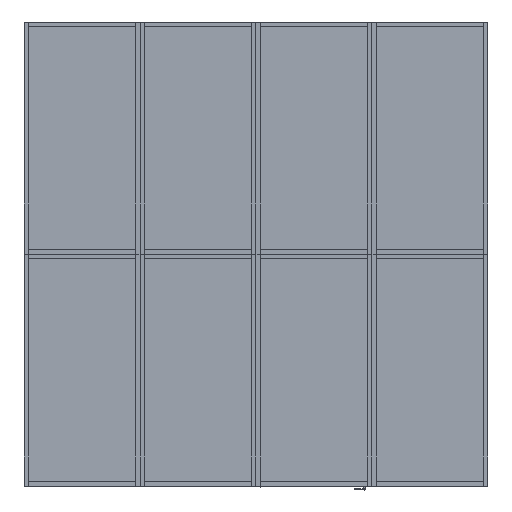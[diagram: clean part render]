
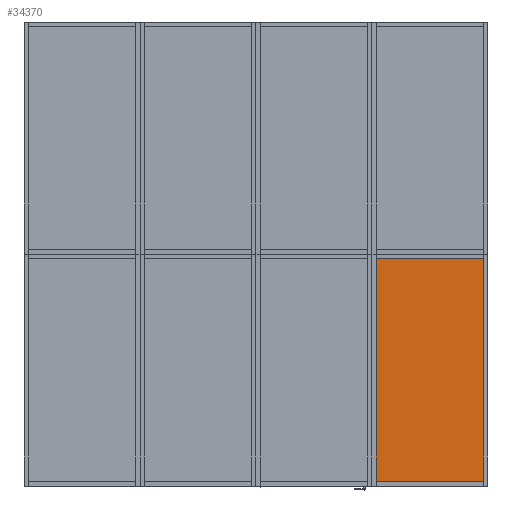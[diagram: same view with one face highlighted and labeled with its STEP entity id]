
A CAD part, top view. The second image highlights one B-rep face of the part: STEP entity #34370.
In plain terms, the highlighted planar face has unit normal (0, 0, 1).
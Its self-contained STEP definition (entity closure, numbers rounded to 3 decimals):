
#3090=FACE_OUTER_BOUND('',#5343,.T.);
#5343=EDGE_LOOP('',(#23000,#23001,#23002,#23003));
#7806=LINE('',#51170,#11354);
#7809=LINE('',#51176,#11357);
#7812=LINE('',#51182,#11360);
#7815=LINE('',#51186,#11363);
#11354=VECTOR('',#40424,1.);
#11357=VECTOR('',#40429,1.);
#11360=VECTOR('',#40434,1.);
#11363=VECTOR('',#40439,1.);
#14902=VERTEX_POINT('',#51167);
#14903=VERTEX_POINT('',#51169);
#14905=VERTEX_POINT('',#51175);
#14907=VERTEX_POINT('',#51181);
#18066=EDGE_CURVE('',#14903,#14902,#7806,.T.);
#18069=EDGE_CURVE('',#14905,#14903,#7809,.T.);
#18072=EDGE_CURVE('',#14907,#14905,#7812,.T.);
#18075=EDGE_CURVE('',#14902,#14907,#7815,.T.);
#23000=ORIENTED_EDGE('',*,*,#18075,.T.);
#23001=ORIENTED_EDGE('',*,*,#18072,.T.);
#23002=ORIENTED_EDGE('',*,*,#18069,.T.);
#23003=ORIENTED_EDGE('',*,*,#18066,.T.);
#32817=PLANE('',#36826);
#34370=ADVANCED_FACE('',(#3090),#32817,.T.);
#36826=AXIS2_PLACEMENT_3D('',#51188,#40442,#40443);
#40424=DIRECTION('',(1.,0.,0.));
#40429=DIRECTION('',(0.,-1.,0.));
#40434=DIRECTION('',(-1.,0.,0.));
#40439=DIRECTION('',(0.,1.,0.));
#40442=DIRECTION('center_axis',(0.,0.,1.));
#40443=DIRECTION('ref_axis',(1.,0.,0.));
#51167=CARTESIAN_POINT('',(4847.5,-4847.5,2160.5));
#51169=CARTESIAN_POINT('',(3692.5,-4847.5,2160.5));
#51170=CARTESIAN_POINT('',(4847.5,-4847.5,2160.5));
#51175=CARTESIAN_POINT('',(3692.5,-2472.5,2160.5));
#51176=CARTESIAN_POINT('',(3692.5,-4847.5,2160.5));
#51181=CARTESIAN_POINT('',(4847.5,-2472.5,2160.5));
#51182=CARTESIAN_POINT('',(3692.5,-2472.5,2160.5));
#51186=CARTESIAN_POINT('',(4847.5,-2472.5,2160.5));
#51188=CARTESIAN_POINT('Origin',(4270.,-3660.,2160.5));
